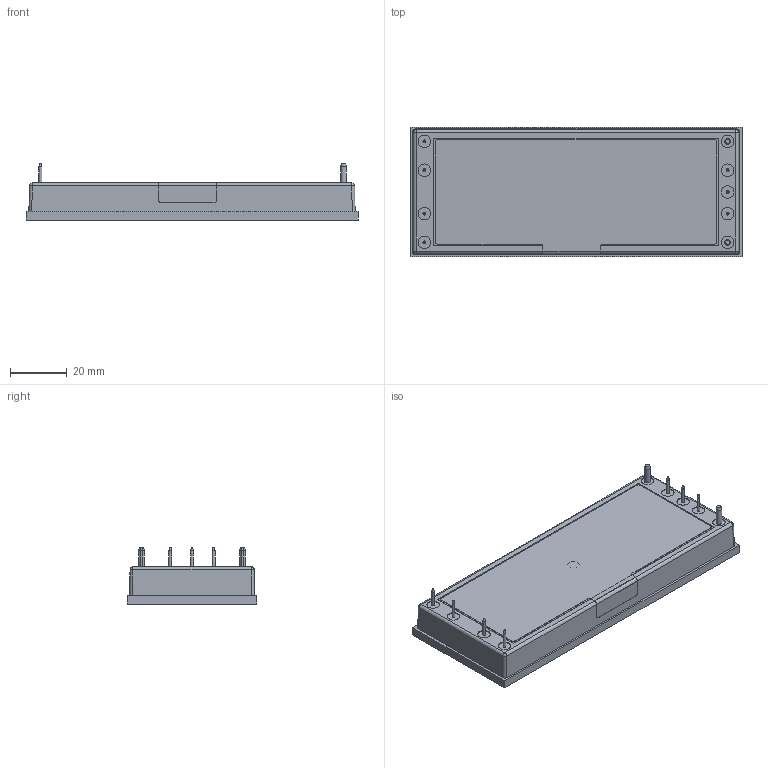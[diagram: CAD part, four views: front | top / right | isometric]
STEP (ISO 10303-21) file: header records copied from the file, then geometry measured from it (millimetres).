
FILE_DESCRIPTION (( 'STEP AP214' ), '1' );
FILE_NAME ('04713r3-VE-2xx-xx-S.step', '2010-08-24T20:04:38', ( 'Vicor Employee' ), ( 'Vicor Corporation' ), 'SwSTEP 2.0', 'SolidWorks 2010', '' );
FILE_SCHEMA (( 'AUTOMOTIVE_DESIGN' ));
Length unit declared in the file: inch
Products named in the file (1): 04713r3-VE-2xx-xx-S
Bounding box: 116.84 x 45.72 x 19.81 mm (x, y, z)
Surface area: 18959 mm2 (no closed solid volume)
Topology: 0 solids, 12 shells, 94 faces, 224 edges, 151 vertices
Faces by surface type: plane 44, cylinder 37, cone 9, sphere 4
Full cylindrical faces by diameter (mm): 1.016 x7, 2.032 x2, 4.445 x9
Entity records: 3807 total; most frequent: DIRECTION 472, CARTESIAN_POINT 467, ORIENTED_EDGE 311, EDGE_CURVE 197, AXIS2_PLACEMENT_3D 188, VERTEX_POINT 151, EDGE_LOOP 142, FACE_OUTER_BOUND 112
